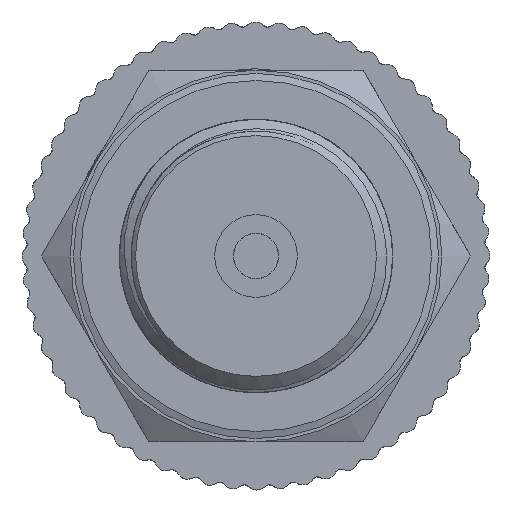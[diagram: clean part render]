
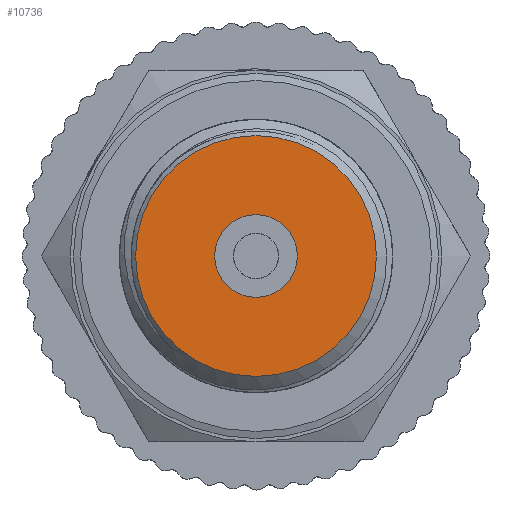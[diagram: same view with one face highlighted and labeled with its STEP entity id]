
A CAD part, left-side view. The second image highlights one B-rep face of the part: STEP entity #10736.
In plain terms, the highlighted conical face has half-angle 90 degrees and reference radius 5.875 mm.
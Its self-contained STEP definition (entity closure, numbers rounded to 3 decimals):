
#706=CONICAL_SURFACE('',#11156,5.875,1.571);
#1106=FACE_OUTER_BOUND('',#1739,.T.);
#1739=EDGE_LOOP('',(#8881,#8882,#8883,#8884));
#2026=CIRCLE('',#11155,3.);
#2027=CIRCLE('',#11157,8.75);
#3514=LINE('',#27863,#3907);
#3907=VECTOR('',#11933,5.875);
#4649=VERTEX_POINT('',#27858);
#4650=VERTEX_POINT('',#27862);
#6145=EDGE_CURVE('',#4649,#4649,#2026,.T.);
#6147=EDGE_CURVE('',#4649,#4650,#3514,.T.);
#6148=EDGE_CURVE('',#4650,#4650,#2027,.T.);
#8881=ORIENTED_EDGE('',*,*,#6145,.T.);
#8882=ORIENTED_EDGE('',*,*,#6147,.T.);
#8883=ORIENTED_EDGE('',*,*,#6148,.F.);
#8884=ORIENTED_EDGE('',*,*,#6147,.F.);
#10736=ADVANCED_FACE('',(#1106),#706,.F.);
#11155=AXIS2_PLACEMENT_3D('',#27859,#11928,#11929);
#11156=AXIS2_PLACEMENT_3D('',#27861,#11931,#11932);
#11157=AXIS2_PLACEMENT_3D('',#27864,#11934,#11935);
#11928=DIRECTION('center_axis',(1.,0.,0.));
#11929=DIRECTION('ref_axis',(0.,0.,-1.));
#11931=DIRECTION('center_axis',(-1.,0.,0.));
#11932=DIRECTION('ref_axis',(0.,1.,0.));
#11933=DIRECTION('',(0.,-1.,0.));
#11934=DIRECTION('center_axis',(1.,0.,0.));
#11935=DIRECTION('ref_axis',(0.,0.,-1.));
#27858=CARTESIAN_POINT('',(-67.,-3.,0.));
#27859=CARTESIAN_POINT('Origin',(-67.,0.,0.));
#27861=CARTESIAN_POINT('Origin',(-67.,0.,0.));
#27862=CARTESIAN_POINT('',(-67.,-8.75,0.));
#27863=CARTESIAN_POINT('',(-67.,-5.875,0.));
#27864=CARTESIAN_POINT('Origin',(-67.,0.,0.));
